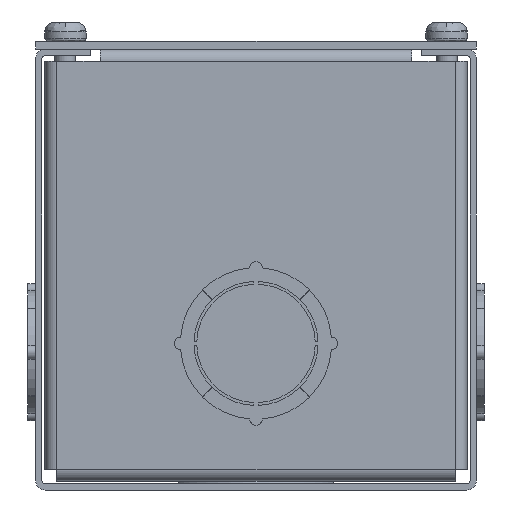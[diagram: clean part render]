
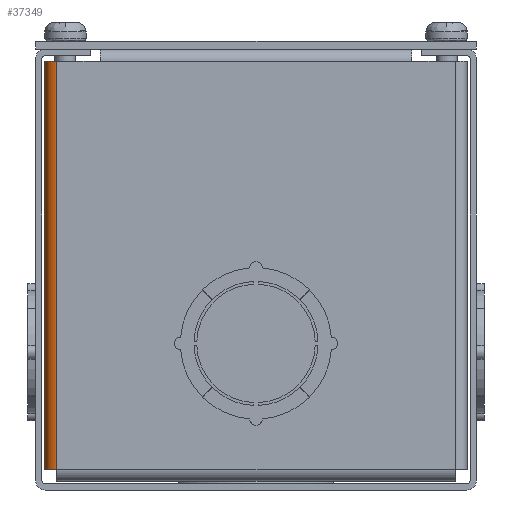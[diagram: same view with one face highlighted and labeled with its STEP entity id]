
A CAD part, front view. The second image highlights one B-rep face of the part: STEP entity #37349.
In plain terms, the highlighted cylindrical face has radius 2.743 mm (diameter 5.486 mm), a partial arc.
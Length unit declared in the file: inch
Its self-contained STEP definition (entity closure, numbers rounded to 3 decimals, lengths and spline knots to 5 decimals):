
#1183 = AXIS2_PLACEMENT_3D ( 'NONE', #15144, #15928, #15346 ) ;
#4060 = LINE ( 'NONE', #19604, #24360 ) ;
#4826 = CARTESIAN_POINT ( 'NONE',  ( -1.915, -11.892, 0.188 ) ) ;
#5338 = DIRECTION ( 'NONE',  ( 0., 0., 1. ) ) ;
#5502 = EDGE_CURVE ( 'NONE', #22462, #31793, #18140, .T. ) ;
#5934 = CARTESIAN_POINT ( 'NONE',  ( -1.807, -11.892, 0.188 ) ) ;
#6404 = ORIENTED_EDGE ( 'NONE', *, *, #6461, .F. ) ;
#6461 = EDGE_CURVE ( 'NONE', #30551, #15063, #4060, .T. ) ;
#6671 = EDGE_CURVE ( 'NONE', #22462, #30551, #14671, .T. ) ;
#9894 = CARTESIAN_POINT ( 'NONE',  ( -1.915, -11.892, 3.892 ) ) ;
#14372 = ORIENTED_EDGE ( 'NONE', *, *, #6671, .F. ) ;
#14671 = CIRCLE ( 'NONE', #1183, 0.108 ) ;
#14806 = CIRCLE ( 'NONE', #24455, 0.108 ) ;
#15044 = DIRECTION ( 'NONE',  ( 0., -1., 0. ) ) ;
#15063 = VERTEX_POINT ( 'NONE', #26652 ) ;
#15144 = CARTESIAN_POINT ( 'NONE',  ( -1.807, -11.892, 3.892 ) ) ;
#15346 = DIRECTION ( 'NONE',  ( 0., -1., 0. ) ) ;
#15928 = DIRECTION ( 'NONE',  ( 0., 0., 1. ) ) ;
#17182 = VECTOR ( 'NONE', #39421, 39.37008 ) ;
#18140 = LINE ( 'NONE', #29986, #17182 ) ;
#19273 = EDGE_LOOP ( 'NONE', ( #30761, #6404, #14372, #39086 ) ) ;
#19604 = CARTESIAN_POINT ( 'NONE',  ( -1.807, -12., 0.188 ) ) ;
#22462 = VERTEX_POINT ( 'NONE', #9894 ) ;
#22856 = DIRECTION ( 'NONE',  ( 0., 0., -1. ) ) ;
#24115 = DIRECTION ( 'NONE',  ( 0., 0., 1. ) ) ;
#24360 = VECTOR ( 'NONE', #22856, 39.37008 ) ;
#24455 = AXIS2_PLACEMENT_3D ( 'NONE', #27137, #24115, #15044 ) ;
#26652 = CARTESIAN_POINT ( 'NONE',  ( -1.807, -12., 0.188 ) ) ;
#27137 = CARTESIAN_POINT ( 'NONE',  ( -1.807, -11.892, 0.188 ) ) ;
#29986 = CARTESIAN_POINT ( 'NONE',  ( -1.915, -11.892, 0.188 ) ) ;
#30104 = CYLINDRICAL_SURFACE ( 'NONE', #34408, 0.108 ) ;
#30551 = VERTEX_POINT ( 'NONE', #37214 ) ;
#30761 = ORIENTED_EDGE ( 'NONE', *, *, #35003, .T. ) ;
#31793 = VERTEX_POINT ( 'NONE', #4826 ) ;
#34408 = AXIS2_PLACEMENT_3D ( 'NONE', #5934, #5338, #36313 ) ;
#35003 = EDGE_CURVE ( 'NONE', #31793, #15063, #14806, .T. ) ;
#36313 = DIRECTION ( 'NONE',  ( 0., -1., 0. ) ) ;
#37214 = CARTESIAN_POINT ( 'NONE',  ( -1.807, -12., 3.892 ) ) ;
#37349 = ADVANCED_FACE ( 'NONE', ( #38748 ), #30104, .T. ) ;
#38748 = FACE_OUTER_BOUND ( 'NONE', #19273, .T. ) ;
#39086 = ORIENTED_EDGE ( 'NONE', *, *, #5502, .T. ) ;
#39421 = DIRECTION ( 'NONE',  ( 0., 0., -1. ) ) ;
